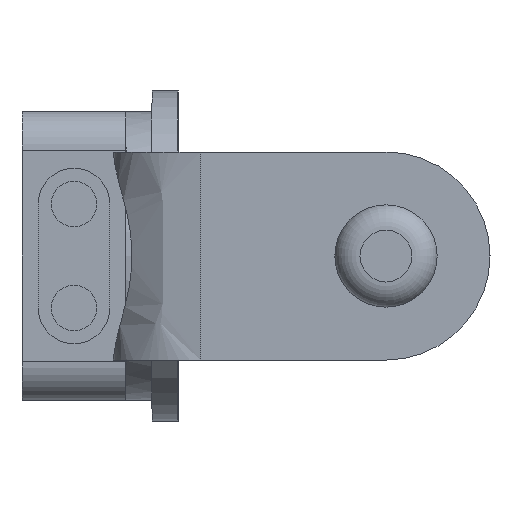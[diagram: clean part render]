
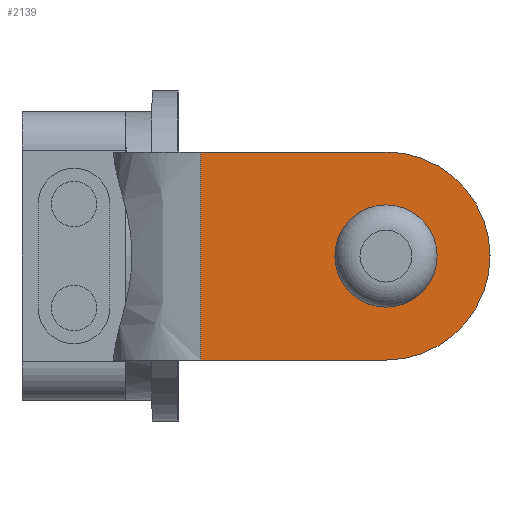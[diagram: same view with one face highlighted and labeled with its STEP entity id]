
A CAD part, left-side view. The second image highlights one B-rep face of the part: STEP entity #2139.
In plain terms, the highlighted planar face has unit normal (-1, 0, 0).
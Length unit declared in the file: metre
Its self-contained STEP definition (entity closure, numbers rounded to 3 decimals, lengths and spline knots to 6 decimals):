
#191=CIRCLE('',#2371,0.003175);
#192=CIRCLE('',#2372,0.008);
#685=ORIENTED_EDGE('',*,*,#1112,.F.);
#686=ORIENTED_EDGE('',*,*,#931,.F.);
#687=ORIENTED_EDGE('',*,*,#1113,.F.);
#688=ORIENTED_EDGE('',*,*,#919,.T.);
#689=ORIENTED_EDGE('',*,*,#914,.T.);
#914=EDGE_CURVE('',#1226,#1225,#1413,.T.);
#919=EDGE_CURVE('',#1230,#1226,#1417,.T.);
#931=EDGE_CURVE('',#1240,#1225,#1427,.T.);
#1112=EDGE_CURVE('',#1352,#1352,#191,.T.);
#1113=EDGE_CURVE('',#1230,#1240,#192,.T.);
#1225=VERTEX_POINT('',#3264);
#1226=VERTEX_POINT('',#3266);
#1230=VERTEX_POINT('',#3276);
#1240=VERTEX_POINT('',#3298);
#1352=VERTEX_POINT('',#3684);
#1413=LINE('',#3265,#1588);
#1417=LINE('',#3275,#1592);
#1427=LINE('',#3299,#1602);
#1588=VECTOR('',#2534,1.);
#1592=VECTOR('',#2542,1.);
#1602=VECTOR('',#2558,1.);
#1808=EDGE_LOOP('',(#685));
#1809=EDGE_LOOP('',(#686,#687,#688,#689));
#1952=FACE_BOUND('',#1808,.T.);
#1953=FACE_BOUND('',#1809,.T.);
#2042=PLANE('',#2370);
#2139=ADVANCED_FACE('',(#1952,#1953),#2042,.T.);
#2370=AXIS2_PLACEMENT_3D('',#3682,#2943,#2944);
#2371=AXIS2_PLACEMENT_3D('',#3683,#2945,#2946);
#2372=AXIS2_PLACEMENT_3D('',#3685,#2947,#2948);
#2534=DIRECTION('',(0.,0.,-1.));
#2542=DIRECTION('',(0.,1.,0.));
#2558=DIRECTION('',(0.,1.,0.));
#2943=DIRECTION('',(-1.,0.,0.));
#2944=DIRECTION('',(0.,0.,1.));
#2945=DIRECTION('',(-1.,0.,0.));
#2946=DIRECTION('',(0.,0.,1.));
#2947=DIRECTION('',(1.,0.,0.));
#2948=DIRECTION('',(0.,0.,-1.));
#3264=CARTESIAN_POINT('',(-0.067088,-0.013755,-0.008));
#3265=CARTESIAN_POINT('',(-0.067088,-0.013755,0.008));
#3266=CARTESIAN_POINT('',(-0.067088,-0.013755,0.008));
#3275=CARTESIAN_POINT('',(-0.067088,-0.016878,0.008));
#3276=CARTESIAN_POINT('',(-0.067088,-0.028,0.008));
#3298=CARTESIAN_POINT('',(-0.067088,-0.028,-0.008));
#3299=CARTESIAN_POINT('',(-0.067088,-0.016878,-0.008));
#3682=CARTESIAN_POINT('',(-0.067088,-0.016878,0.008));
#3683=CARTESIAN_POINT('',(-0.067088,-0.028,0.));
#3684=CARTESIAN_POINT('',(-0.067088,-0.028,0.003175));
#3685=CARTESIAN_POINT('',(-0.067088,-0.028,0.));
